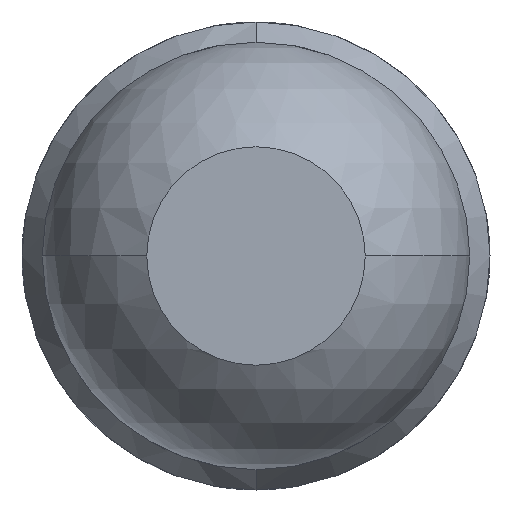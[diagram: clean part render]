
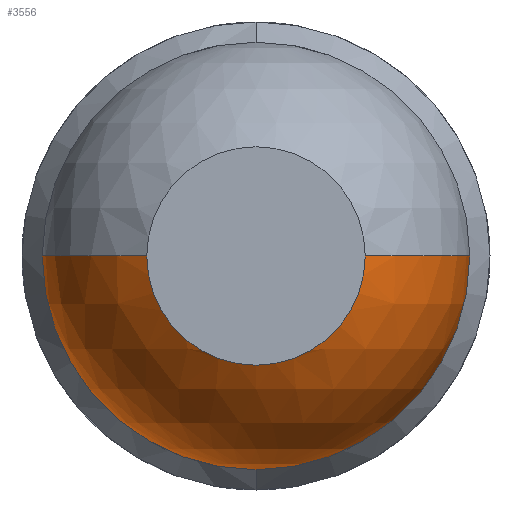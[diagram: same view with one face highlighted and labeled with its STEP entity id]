
A CAD part, front view. The second image highlights one B-rep face of the part: STEP entity #3556.
In plain terms, the highlighted spherical face has radius 0.685 mm.
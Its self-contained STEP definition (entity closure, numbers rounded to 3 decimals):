
#99 = VERTEX_POINT ( 'NONE', #4581 ) ;
#115 = DIRECTION ( 'NONE',  ( 1., 0., 0. ) ) ;
#190 = AXIS2_PLACEMENT_3D ( 'NONE', #4135, #1481, #4889 ) ;
#197 = SPHERICAL_SURFACE ( 'NONE', #3029, 0.685 ) ;
#348 = EDGE_CURVE ( 'Defeature ausgef�hrt1_36+Defeature ausgef�hrt1_35+Defeature ausgef�hrt1_35+Defeature ausgef�hrt1_35', #1790, #2573, #1763, .T. ) ;
#442 = ORIENTED_EDGE ( 'NONE', *, *, #3397, .F. ) ;
#585 = AXIS2_PLACEMENT_3D ( 'NONE', #849, #2387, #1631 ) ;
#849 = CARTESIAN_POINT ( 'NONE',  ( 0., -26.411, 0. ) ) ;
#909 = EDGE_CURVE ( 'NONE', #1251, #1790, #928, .T. ) ;
#928 = CIRCLE ( 'NONE', #1613, 0.685 ) ;
#1098 = DIRECTION ( 'NONE',  ( 1., 0., 0. ) ) ;
#1251 = VERTEX_POINT ( 'NONE', #3159 ) ;
#1283 = EDGE_LOOP ( 'NONE', ( #2717, #1605, #1851, #1321, #3360, #442 ) ) ;
#1312 = CARTESIAN_POINT ( 'NONE',  ( 0., -26.411, 0. ) ) ;
#1317 = CARTESIAN_POINT ( 'NONE',  ( 0., -26.411, -0.685 ) ) ;
#1321 = ORIENTED_EDGE ( 'NONE', *, *, #348, .F. ) ;
#1457 = DIRECTION ( 'NONE',  ( 0., 0., -1. ) ) ;
#1481 = DIRECTION ( 'NONE',  ( 0., 0., -1. ) ) ;
#1525 = CIRCLE ( 'NONE', #190, 0.685 ) ;
#1605 = ORIENTED_EDGE ( 'NONE', *, *, #2796, .T. ) ;
#1613 = AXIS2_PLACEMENT_3D ( 'NONE', #2836, #2854, #115 ) ;
#1631 = DIRECTION ( 'NONE',  ( 0., 0., 1. ) ) ;
#1647 = AXIS2_PLACEMENT_3D ( 'NONE', #3806, #4547, #1457 ) ;
#1681 = DIRECTION ( 'NONE',  ( 0., 1., 0. ) ) ;
#1685 = CARTESIAN_POINT ( 'NONE',  ( 0., -27., 0. ) ) ;
#1695 = DIRECTION ( 'NONE',  ( 0., 0., 1. ) ) ;
#1710 = CIRCLE ( 'NONE', #4756, 0.35 ) ;
#1763 = CIRCLE ( 'NONE', #4596, 0.685 ) ;
#1790 = VERTEX_POINT ( 'NONE', #2844 ) ;
#1851 = ORIENTED_EDGE ( 'NONE', *, *, #4432, .F. ) ;
#1943 = FACE_OUTER_BOUND ( 'NONE', #1283, .T. ) ;
#1949 = CIRCLE ( 'NONE', #1647, 0.35 ) ;
#2316 = VERTEX_POINT ( 'NONE', #4715 ) ;
#2387 = DIRECTION ( 'NONE',  ( 0., 1., 0. ) ) ;
#2573 = VERTEX_POINT ( 'NONE', #1317 ) ;
#2717 = ORIENTED_EDGE ( 'NONE', *, *, #2860, .F. ) ;
#2796 = EDGE_CURVE ( 'NONE', #99, #3763, #1525, .T. ) ;
#2836 = CARTESIAN_POINT ( 'NONE',  ( 0., -26.411, 0. ) ) ;
#2842 = CIRCLE ( 'NONE', #585, 0.685 ) ;
#2844 = CARTESIAN_POINT ( 'NONE',  ( 0.685, -26.411, 0. ) ) ;
#2854 = DIRECTION ( 'NONE',  ( 0., 0., 1. ) ) ;
#2860 = EDGE_CURVE ( 'Defeature ausgef�hrt1_37+Defeature ausgef�hrt1_35+Defeature ausgef�hrt1_35+Defeature ausgef�hrt1_35', #99, #2316, #1949, .T. ) ;
#2866 = DIRECTION ( 'NONE',  ( 0., 0., -1. ) ) ;
#2920 = CARTESIAN_POINT ( 'NONE',  ( -0.685, -26.411, 0. ) ) ;
#2995 = DIRECTION ( 'NONE',  ( 0., 0., -1. ) ) ;
#3029 = AXIS2_PLACEMENT_3D ( 'NONE', #4871, #2995, #1098 ) ;
#3159 = CARTESIAN_POINT ( 'NONE',  ( 0.35, -27., 0. ) ) ;
#3360 = ORIENTED_EDGE ( 'NONE', *, *, #909, .F. ) ;
#3397 = EDGE_CURVE ( 'Defeature ausgef�hrt1_37+Defeature ausgef�hrt1_35+Defeature ausgef�hrt1_35+Defeature ausgef�hrt1_35', #2316, #1251, #1710, .T. ) ;
#3556 = ADVANCED_FACE ( 'Defeature ausgef�hrt1_35', ( #1943 ), #197, .T. ) ;
#3763 = VERTEX_POINT ( 'NONE', #2920 ) ;
#3806 = CARTESIAN_POINT ( 'NONE',  ( 0., -27., 0. ) ) ;
#4135 = CARTESIAN_POINT ( 'NONE',  ( 0., -26.411, 0. ) ) ;
#4432 = EDGE_CURVE ( 'Defeature ausgef�hrt1_36+Defeature ausgef�hrt1_35+Defeature ausgef�hrt1_35+Defeature ausgef�hrt1_35', #2573, #3763, #2842, .T. ) ;
#4547 = DIRECTION ( 'NONE',  ( 0., -1., 0. ) ) ;
#4581 = CARTESIAN_POINT ( 'NONE',  ( -0.35, -27., 0. ) ) ;
#4596 = AXIS2_PLACEMENT_3D ( 'NONE', #1312, #1681, #1695 ) ;
#4715 = CARTESIAN_POINT ( 'NONE',  ( 0., -27., -0.35 ) ) ;
#4756 = AXIS2_PLACEMENT_3D ( 'NONE', #1685, #4770, #2866 ) ;
#4770 = DIRECTION ( 'NONE',  ( 0., -1., 0. ) ) ;
#4871 = CARTESIAN_POINT ( 'NONE',  ( 0., -26.411, 0. ) ) ;
#4889 = DIRECTION ( 'NONE',  ( -1., 0., 0. ) ) ;
